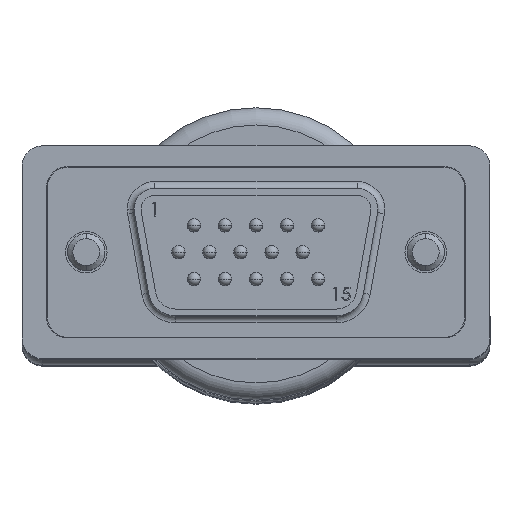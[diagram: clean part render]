
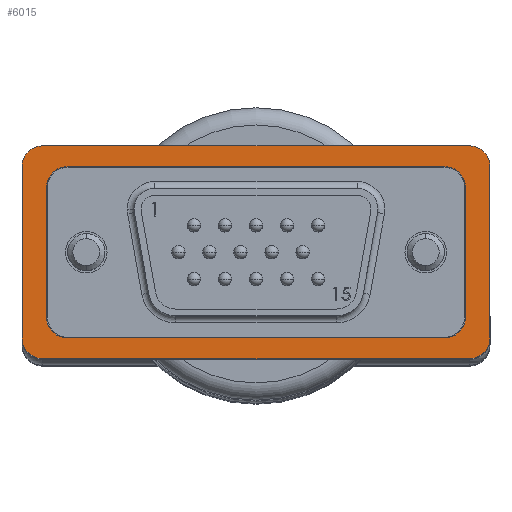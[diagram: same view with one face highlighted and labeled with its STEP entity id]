
A CAD part, top view. The second image highlights one B-rep face of the part: STEP entity #6015.
In plain terms, the highlighted face is planar.
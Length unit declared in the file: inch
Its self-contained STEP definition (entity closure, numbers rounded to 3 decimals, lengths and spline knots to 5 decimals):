
#5412 = VERTEX_POINT ( 'NONE', #16202 ) ;
#5414 = EDGE_CURVE ( 'NONE', #5415, #5412, #16196, .T. ) ;
#5415 = VERTEX_POINT ( 'NONE', #16197 ) ;
#5423 = VERTEX_POINT ( 'NONE', #16247 ) ;
#5425 = EDGE_CURVE ( 'NONE', #5447, #5423, #16245, .T. ) ;
#5447 = VERTEX_POINT ( 'NONE', #11158 ) ;
#5449 = EDGE_CURVE ( 'NONE', #5447, #5412, #11157, .T. ) ;
#5616 = VERTEX_POINT ( 'NONE', #10006 ) ;
#5659 = EDGE_CURVE ( 'NONE', #5797, #5748, #10100, .T. ) ;
#5720 = EDGE_CURVE ( 'NONE', #5741, #5415, #10248, .T. ) ;
#5741 = VERTEX_POINT ( 'NONE', #10178 ) ;
#5743 = EDGE_CURVE ( 'NONE', #5616, #5741, #10177, .T. ) ;
#5748 = VERTEX_POINT ( 'NONE', #10304 ) ;
#5754 = EDGE_CURVE ( 'NONE', #5748, #5616, #10298, .T. ) ;
#5797 = VERTEX_POINT ( 'NONE', #10269 ) ;
#5836 = EDGE_CURVE ( 'NONE', #5837, #5953, #10504, .T. ) ;
#5837 = VERTEX_POINT ( 'NONE', #10500 ) ;
#5923 = EDGE_CURVE ( 'NONE', #5797, #5423, #10598, .T. ) ;
#5948 = EDGE_CURVE ( 'NONE', #6041, #5992, #10461, .T. ) ;
#5949 = EDGE_LOOP ( 'NONE', ( #6095, #6096, #6097, #6098, #6099, #6100, #6101, #6102 ) ) ;
#5950 = EDGE_CURVE ( 'NONE', #6033, #6031, #10457, .T. ) ;
#5951 = ORIENTED_EDGE ( 'NONE', *, *, #5952, .F. ) ;
#5952 = EDGE_CURVE ( 'NONE', #5953, #6033, #10453, .T. ) ;
#5953 = VERTEX_POINT ( 'NONE', #10448 ) ;
#5954 = ORIENTED_EDGE ( 'NONE', *, *, #5836, .F. ) ;
#5965 = ORIENTED_EDGE ( 'NONE', *, *, #5966, .F. ) ;
#5966 = EDGE_CURVE ( 'NONE', #5989, #5837, #10560, .T. ) ;
#5989 = VERTEX_POINT ( 'NONE', #10631 ) ;
#5990 = ORIENTED_EDGE ( 'NONE', *, *, #5991, .F. ) ;
#5991 = EDGE_CURVE ( 'NONE', #5992, #5989, #10630, .T. ) ;
#5992 = VERTEX_POINT ( 'NONE', #10634 ) ;
#5993 = ORIENTED_EDGE ( 'NONE', *, *, #5948, .F. ) ;
#6015 = ADVANCED_FACE ( 'NONE', ( #10645, #10644 ), #10643, .F. ) ;
#6031 = VERTEX_POINT ( 'NONE', #10611 ) ;
#6032 = ORIENTED_EDGE ( 'NONE', *, *, #5950, .F. ) ;
#6033 = VERTEX_POINT ( 'NONE', #10610 ) ;
#6040 = VERTEX_POINT ( 'NONE', #10721 ) ;
#6041 = VERTEX_POINT ( 'NONE', #10720 ) ;
#6042 = ORIENTED_EDGE ( 'NONE', *, *, #6043, .F. ) ;
#6043 = EDGE_CURVE ( 'NONE', #6031, #6040, #10719, .T. ) ;
#6077 = EDGE_LOOP ( 'NONE', ( #6078, #6042, #6032, #5951, #5954, #5965, #5990, #5993 ) ) ;
#6078 = ORIENTED_EDGE ( 'NONE', *, *, #6079, .F. ) ;
#6079 = EDGE_CURVE ( 'NONE', #6040, #6041, #10826, .T. ) ;
#6095 = ORIENTED_EDGE ( 'NONE', *, *, #5449, .F. ) ;
#6096 = ORIENTED_EDGE ( 'NONE', *, *, #5425, .T. ) ;
#6097 = ORIENTED_EDGE ( 'NONE', *, *, #5923, .F. ) ;
#6098 = ORIENTED_EDGE ( 'NONE', *, *, #5659, .T. ) ;
#6099 = ORIENTED_EDGE ( 'NONE', *, *, #5754, .T. ) ;
#6100 = ORIENTED_EDGE ( 'NONE', *, *, #5743, .T. ) ;
#6101 = ORIENTED_EDGE ( 'NONE', *, *, #5720, .T. ) ;
#6102 = ORIENTED_EDGE ( 'NONE', *, *, #5414, .T. ) ;
#10006 = CARTESIAN_POINT ( 'NONE',  ( 0.6785, -0.2485, -0.6975 ) ) ;
#10096 = DIRECTION ( 'NONE',  ( 1., 0., 0. ) ) ;
#10097 = DIRECTION ( 'NONE',  ( 0., 0., -1. ) ) ;
#10098 = CARTESIAN_POINT ( 'NONE',  ( 0.6185, 0.2485, -0.6975 ) ) ;
#10099 = AXIS2_PLACEMENT_3D ( 'NONE', #10098, #10097, #10096 ) ;
#10100 = CIRCLE ( 'NONE', #10099, 0.06 ) ;
#10173 = DIRECTION ( 'NONE',  ( 1., 0., 0. ) ) ;
#10174 = DIRECTION ( 'NONE',  ( 0., 0., -1. ) ) ;
#10175 = CARTESIAN_POINT ( 'NONE',  ( 0.6185, -0.2485, -0.6975 ) ) ;
#10176 = AXIS2_PLACEMENT_3D ( 'NONE', #10175, #10174, #10173 ) ;
#10177 = CIRCLE ( 'NONE', #10176, 0.06 ) ;
#10178 = CARTESIAN_POINT ( 'NONE',  ( 0.6185, -0.3085, -0.6975 ) ) ;
#10222 = DIRECTION ( 'NONE',  ( 0., -1., 0. ) ) ;
#10223 = VECTOR ( 'NONE', #10222, 39.37008 ) ;
#10245 = DIRECTION ( 'NONE',  ( -1., 0., 0. ) ) ;
#10246 = VECTOR ( 'NONE', #10245, 39.37008 ) ;
#10247 = CARTESIAN_POINT ( 'NONE',  ( -0.6785, -0.3085, -0.6975 ) ) ;
#10248 = LINE ( 'NONE', #10247, #10246 ) ;
#10269 = CARTESIAN_POINT ( 'NONE',  ( 0.6185, 0.3085, -0.6975 ) ) ;
#10297 = CARTESIAN_POINT ( 'NONE',  ( 0.6785, 0.3085, -0.6975 ) ) ;
#10298 = LINE ( 'NONE', #10297, #10223 ) ;
#10304 = CARTESIAN_POINT ( 'NONE',  ( 0.6785, 0.2485, -0.6975 ) ) ;
#10448 = CARTESIAN_POINT ( 'NONE',  ( -0.6075, 0.188, -0.6975 ) ) ;
#10449 = DIRECTION ( 'NONE',  ( -1., 0., 0. ) ) ;
#10450 = DIRECTION ( 'NONE',  ( 0., 0., -1. ) ) ;
#10451 = CARTESIAN_POINT ( 'NONE',  ( -0.5475, 0.188, -0.6975 ) ) ;
#10452 = AXIS2_PLACEMENT_3D ( 'NONE', #10451, #10450, #10449 ) ;
#10453 = CIRCLE ( 'NONE', #10452, 0.06 ) ;
#10454 = DIRECTION ( 'NONE',  ( 1., 0., 0. ) ) ;
#10455 = VECTOR ( 'NONE', #10454, 39.37008 ) ;
#10456 = CARTESIAN_POINT ( 'NONE',  ( 0.5475, 0.248, -0.6975 ) ) ;
#10457 = LINE ( 'NONE', #10456, #10455 ) ;
#10458 = DIRECTION ( 'NONE',  ( 1., 0., 0. ) ) ;
#10459 = DIRECTION ( 'NONE',  ( 0., 0., -1. ) ) ;
#10460 = AXIS2_PLACEMENT_3D ( 'NONE', #10465, #10459, #10458 ) ;
#10461 = CIRCLE ( 'NONE', #10460, 0.06 ) ;
#10465 = CARTESIAN_POINT ( 'NONE',  ( 0.5475, -0.188, -0.6975 ) ) ;
#10500 = CARTESIAN_POINT ( 'NONE',  ( -0.6075, -0.188, -0.6975 ) ) ;
#10501 = DIRECTION ( 'NONE',  ( 0., 1., 0. ) ) ;
#10502 = VECTOR ( 'NONE', #10501, 39.37008 ) ;
#10503 = CARTESIAN_POINT ( 'NONE',  ( -0.6075, 0.188, -0.6975 ) ) ;
#10504 = LINE ( 'NONE', #10503, #10502 ) ;
#10556 = DIRECTION ( 'NONE',  ( 1., 0., 0. ) ) ;
#10557 = DIRECTION ( 'NONE',  ( 0., 0., -1. ) ) ;
#10558 = CARTESIAN_POINT ( 'NONE',  ( -0.5475, -0.188, -0.6975 ) ) ;
#10559 = AXIS2_PLACEMENT_3D ( 'NONE', #10558, #10557, #10556 ) ;
#10560 = CIRCLE ( 'NONE', #10559, 0.06 ) ;
#10595 = DIRECTION ( 'NONE',  ( -1., 0., 0. ) ) ;
#10596 = VECTOR ( 'NONE', #10595, 39.37008 ) ;
#10597 = CARTESIAN_POINT ( 'NONE',  ( -0.6785, 0.3085, -0.6975 ) ) ;
#10598 = LINE ( 'NONE', #10597, #10596 ) ;
#10610 = CARTESIAN_POINT ( 'NONE',  ( -0.5475, 0.248, -0.6975 ) ) ;
#10611 = CARTESIAN_POINT ( 'NONE',  ( 0.5475, 0.248, -0.6975 ) ) ;
#10630 = LINE ( 'NONE', #10637, #10636 ) ;
#10631 = CARTESIAN_POINT ( 'NONE',  ( -0.5475, -0.248, -0.6975 ) ) ;
#10634 = CARTESIAN_POINT ( 'NONE',  ( 0.5475, -0.248, -0.6975 ) ) ;
#10635 = DIRECTION ( 'NONE',  ( -1., 0., 0. ) ) ;
#10636 = VECTOR ( 'NONE', #10635, 39.37008 ) ;
#10637 = CARTESIAN_POINT ( 'NONE',  ( 0.5475, -0.248, -0.6975 ) ) ;
#10639 = DIRECTION ( 'NONE',  ( 1., 0., 0. ) ) ;
#10640 = DIRECTION ( 'NONE',  ( 0., 0., 1. ) ) ;
#10641 = CARTESIAN_POINT ( 'NONE',  ( -0.6785, 0.3085, -0.6975 ) ) ;
#10642 = AXIS2_PLACEMENT_3D ( 'NONE', #10641, #10640, #10639 ) ;
#10643 = PLANE ( 'NONE',  #10642 ) ;
#10644 = FACE_OUTER_BOUND ( 'NONE', #5949, .T. ) ;
#10645 = FACE_BOUND ( 'NONE', #6077, .T. ) ;
#10715 = DIRECTION ( 'NONE',  ( 1., 0., 0. ) ) ;
#10716 = DIRECTION ( 'NONE',  ( 0., 0., -1. ) ) ;
#10717 = CARTESIAN_POINT ( 'NONE',  ( 0.5475, 0.188, -0.6975 ) ) ;
#10718 = AXIS2_PLACEMENT_3D ( 'NONE', #10717, #10716, #10715 ) ;
#10719 = CIRCLE ( 'NONE', #10718, 0.06 ) ;
#10720 = CARTESIAN_POINT ( 'NONE',  ( 0.6075, -0.188, -0.6975 ) ) ;
#10721 = CARTESIAN_POINT ( 'NONE',  ( 0.6075, 0.188, -0.6975 ) ) ;
#10823 = DIRECTION ( 'NONE',  ( 0., -1., 0. ) ) ;
#10824 = VECTOR ( 'NONE', #10823, 39.37008 ) ;
#10825 = CARTESIAN_POINT ( 'NONE',  ( 0.6075, 0.188, -0.6975 ) ) ;
#10826 = LINE ( 'NONE', #10825, #10824 ) ;
#11154 = DIRECTION ( 'NONE',  ( 0., -1., 0. ) ) ;
#11155 = VECTOR ( 'NONE', #11154, 39.37008 ) ;
#11156 = CARTESIAN_POINT ( 'NONE',  ( -0.6785, 0.3085, -0.6975 ) ) ;
#11157 = LINE ( 'NONE', #11156, #11155 ) ;
#11158 = CARTESIAN_POINT ( 'NONE',  ( -0.6785, 0.2485, -0.6975 ) ) ;
#16195 = CARTESIAN_POINT ( 'NONE',  ( -0.6185, -0.2485, -0.6975 ) ) ;
#16196 = CIRCLE ( 'NONE', #16218, 0.06 ) ;
#16197 = CARTESIAN_POINT ( 'NONE',  ( -0.6185, -0.3085, -0.6975 ) ) ;
#16202 = CARTESIAN_POINT ( 'NONE',  ( -0.6785, -0.2485, -0.6975 ) ) ;
#16216 = DIRECTION ( 'NONE',  ( 1., 0., 0. ) ) ;
#16217 = DIRECTION ( 'NONE',  ( 0., 0., -1. ) ) ;
#16218 = AXIS2_PLACEMENT_3D ( 'NONE', #16195, #16217, #16216 ) ;
#16241 = DIRECTION ( 'NONE',  ( 1., 0., 0. ) ) ;
#16242 = DIRECTION ( 'NONE',  ( 0., 0., -1. ) ) ;
#16243 = CARTESIAN_POINT ( 'NONE',  ( -0.6185, 0.2485, -0.6975 ) ) ;
#16244 = AXIS2_PLACEMENT_3D ( 'NONE', #16243, #16242, #16241 ) ;
#16245 = CIRCLE ( 'NONE', #16244, 0.06 ) ;
#16247 = CARTESIAN_POINT ( 'NONE',  ( -0.6185, 0.3085, -0.6975 ) ) ;
